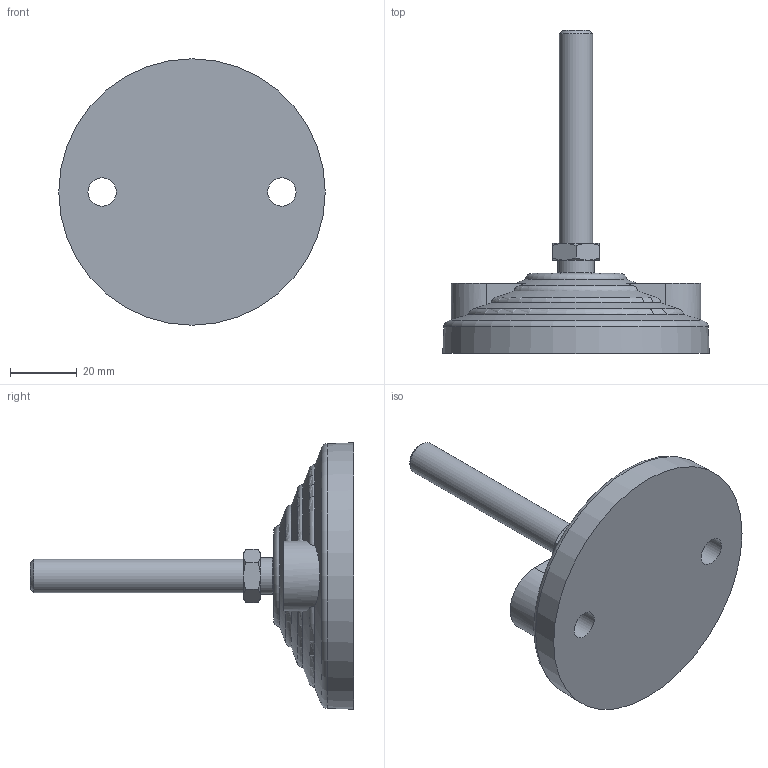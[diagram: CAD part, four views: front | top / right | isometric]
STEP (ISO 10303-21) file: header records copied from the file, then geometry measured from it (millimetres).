
FILE_DESCRIPTION(/* description */ ('PIEDE SNODATO D=80 H=100 M10'),/* implementation_level */ '2;1');
FILE_NAME(/* name */ 'CPDSN0000035.stp',/* time_stamp */ '2019-02-04T18:09:54+01:00',/* author */ ('fzagni'),/* organization */ ('ELESA'),/* preprocessor_version */ 'ST-DEVELOPER v17.2',/* originating_system */ 'Autodesk Inventor 2019',/* authorisation */ '');
FILE_SCHEMA (('AUTOMOTIVE_DESIGN { 1 0 10303 214 3 1 1 }'));
Length unit declared in the file: millimetre
Products named in the file (3): !16.013.00!!!; !958510000199!!!; !958510007282!!!
Assembly tree (2 placements, depth 2):
  !16.013.00!!!
    !958510000199!!!
    !958510007282!!!
Bounding box: 80 x 97 x 80 mm (x, y, z)
Volume: 87282.5 mm3; surface area: 17953.6 mm2
Topology: 2 solids, 2 shells, 55 faces, 152 edges, 102 vertices
Faces by surface type: cone 21, plane 17, torus 8, cylinder 7, sphere 2
Full cylindrical faces by diameter (mm): 8.5 x2, 10 x1, 11 x1, 14 x1
Entity records: 1996 total; most frequent: CARTESIAN_POINT 554, ORIENTED_EDGE 298, DIRECTION 284, EDGE_CURVE 149, AXIS2_PLACEMENT_3D 130, VERTEX_POINT 102, CIRCLE 70, EDGE_LOOP 63
